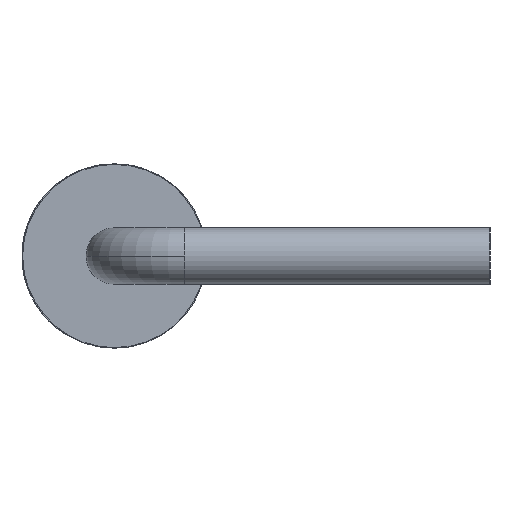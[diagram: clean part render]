
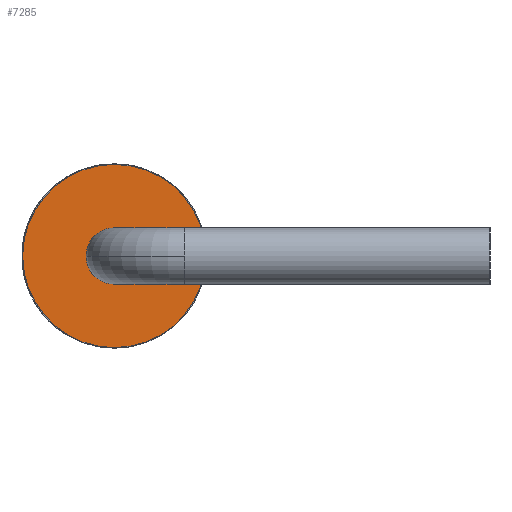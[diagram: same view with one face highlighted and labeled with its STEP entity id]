
A CAD part, left-side view. The second image highlights one B-rep face of the part: STEP entity #7285.
In plain terms, the highlighted planar face has unit normal (-1, 0, 0).
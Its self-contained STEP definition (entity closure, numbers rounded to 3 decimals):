
#591 = EDGE_CURVE ( 'NONE', #4747, #1267, #8682, .T. ) ;
#743 = EDGE_CURVE ( 'NONE', #7158, #10010, #3914, .T. ) ;
#966 = AXIS2_PLACEMENT_3D ( 'NONE', #11280, #5390, #12262 ) ;
#1210 = EDGE_LOOP ( 'NONE', ( #11781, #6909 ) ) ;
#1267 = VERTEX_POINT ( 'NONE', #6468 ) ;
#1406 = CARTESIAN_POINT ( 'NONE',  ( -2.5, 0.65, 0. ) ) ;
#1832 = AXIS2_PLACEMENT_3D ( 'NONE', #1406, #8228, #2375 ) ;
#2344 = PLANE ( 'NONE',  #1832 ) ;
#2375 = DIRECTION ( 'NONE',  ( 0., 0., 1. ) ) ;
#2873 = EDGE_CURVE ( 'NONE', #10010, #7158, #9463, .T. ) ;
#3093 = FACE_OUTER_BOUND ( 'NONE', #6923, .T. ) ;
#3313 = CARTESIAN_POINT ( 'NONE',  ( -2.5, 0., 0. ) ) ;
#3914 = CIRCLE ( 'NONE', #7641, 1.3 ) ;
#3940 = DIRECTION ( 'NONE',  ( -1., 0., 0. ) ) ;
#4287 = DIRECTION ( 'NONE',  ( 0., 0., -1. ) ) ;
#4747 = VERTEX_POINT ( 'NONE', #10640 ) ;
#5035 = CARTESIAN_POINT ( 'NONE',  ( -2.5, 0., 0. ) ) ;
#5390 = DIRECTION ( 'NONE',  ( 1., 0., 0. ) ) ;
#6015 = DIRECTION ( 'NONE',  ( 0., -1., 0. ) ) ;
#6146 = CARTESIAN_POINT ( 'NONE',  ( -2.5, 0., 1.3 ) ) ;
#6468 = CARTESIAN_POINT ( 'NONE',  ( -2.5, 0., -0.4 ) ) ;
#6909 = ORIENTED_EDGE ( 'NONE', *, *, #591, .F. ) ;
#6923 = EDGE_LOOP ( 'NONE', ( #8358, #9347 ) ) ;
#6925 = CIRCLE ( 'NONE', #11230, 0.4 ) ;
#7158 = VERTEX_POINT ( 'NONE', #6146 ) ;
#7285 = ADVANCED_FACE ( 'NONE', ( #3093, #8283 ), #2344, .T. ) ;
#7641 = AXIS2_PLACEMENT_3D ( 'NONE', #3313, #10190, #4287 ) ;
#8228 = DIRECTION ( 'NONE',  ( -1., 0., 0. ) ) ;
#8283 = FACE_BOUND ( 'NONE', #1210, .T. ) ;
#8358 = ORIENTED_EDGE ( 'NONE', *, *, #2873, .F. ) ;
#8682 = CIRCLE ( 'NONE', #12493, 0.4 ) ;
#9347 = ORIENTED_EDGE ( 'NONE', *, *, #743, .F. ) ;
#9463 = CIRCLE ( 'NONE', #966, 1.3 ) ;
#9832 = CARTESIAN_POINT ( 'NONE',  ( -2.5, 0., 0. ) ) ;
#10010 = VERTEX_POINT ( 'NONE', #11705 ) ;
#10190 = DIRECTION ( 'NONE',  ( 1., 0., 0. ) ) ;
#10280 = EDGE_CURVE ( 'NONE', #1267, #4747, #6925, .T. ) ;
#10640 = CARTESIAN_POINT ( 'NONE',  ( -2.5, 0., 0.4 ) ) ;
#10816 = DIRECTION ( 'NONE',  ( 0., -1., 0. ) ) ;
#11230 = AXIS2_PLACEMENT_3D ( 'NONE', #9832, #3940, #10816 ) ;
#11280 = CARTESIAN_POINT ( 'NONE',  ( -2.5, 0., 0. ) ) ;
#11705 = CARTESIAN_POINT ( 'NONE',  ( -2.5, 0., -1.3 ) ) ;
#11781 = ORIENTED_EDGE ( 'NONE', *, *, #10280, .F. ) ;
#11894 = DIRECTION ( 'NONE',  ( -1., 0., 0. ) ) ;
#12262 = DIRECTION ( 'NONE',  ( 0., 0., -1. ) ) ;
#12493 = AXIS2_PLACEMENT_3D ( 'NONE', #5035, #11894, #6015 ) ;
